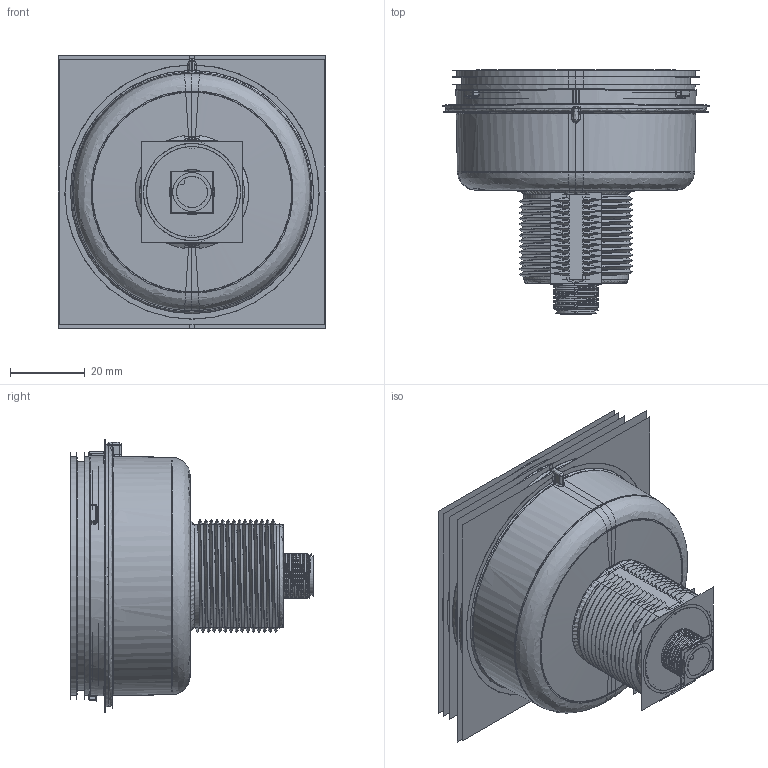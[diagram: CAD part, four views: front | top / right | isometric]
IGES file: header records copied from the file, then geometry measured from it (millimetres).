
Start section:  PTC IGES file: 180995_sm01.igs
Global section: file name: 180995_sm01.igs; native system: Creo Parametric by PTC Inc.; preprocessor: 2019292; author: PDMAdmin; organization: Unknown; date: 20220701.095953; units: millimetre
Bounding box: 71.4 x 65.21 x 72.8 mm (x, y, z)
Volume: 99732.1 mm3; surface area: 124511.1 mm2
Topology: 1 solids, 1 shells, 902 faces, 4598 edges, 5829 vertices
Faces by surface type: revolution 524, bspline 378
